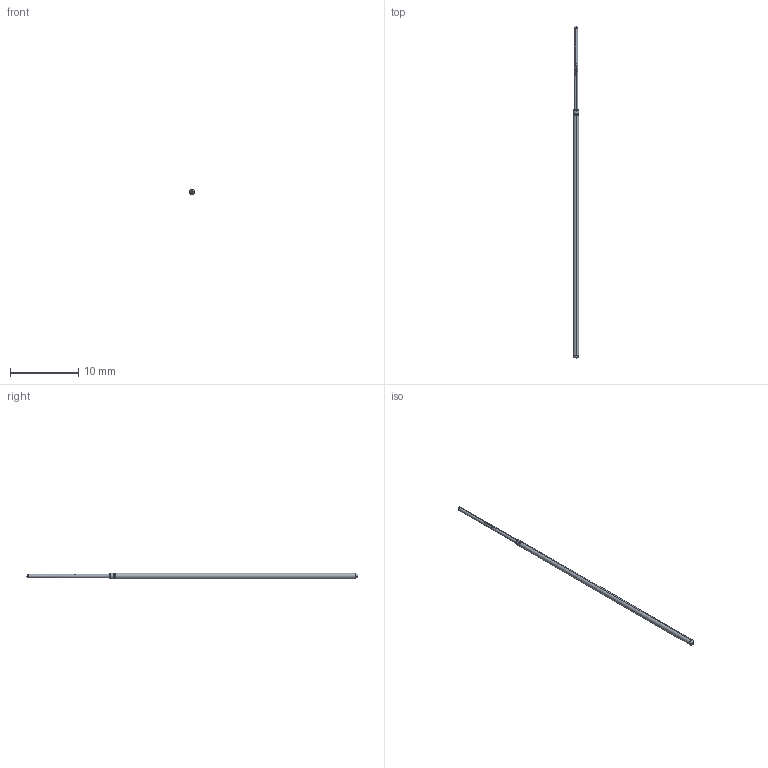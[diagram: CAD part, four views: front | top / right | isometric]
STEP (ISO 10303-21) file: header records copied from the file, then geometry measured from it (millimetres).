
FILE_DESCRIPTION (( 'STEP AP203' ), '1' );
FILE_NAME ('INGUN_GKS-015_307_050_A_xx00.STEP', '2021-09-13T07:09:09', ( 'ochi' ), ( '' ), 'SwSTEP 2.0', 'SolidWorks 2018', '' );
FILE_SCHEMA (( 'CONFIG_CONTROL_DESIGN' ));
Length unit declared in the file: millimetre
Products named in the file (1): INGUN_GKS-015_307_050_A_xx00
Bounding box: 0.78 x 48.5 x 0.78 mm (x, y, z)
Volume: 19.6 mm3; surface area: 108.3 mm2
Topology: 1 solids, 1 shells, 94 faces, 262 edges, 170 vertices
Faces by surface type: plane 35, cylinder 27, bspline 22, torus 8, sphere 2
Entity records: 4831 total; most frequent: CARTESIAN_POINT 2786, ORIENTED_EDGE 520, EDGE_CURVE 260, DIRECTION 243, B_SPLINE_CURVE_WITH_KNOTS 192, VERTEX_POINT 170, AXIS2_PLACEMENT_3D 107, EDGE_LOOP 96
